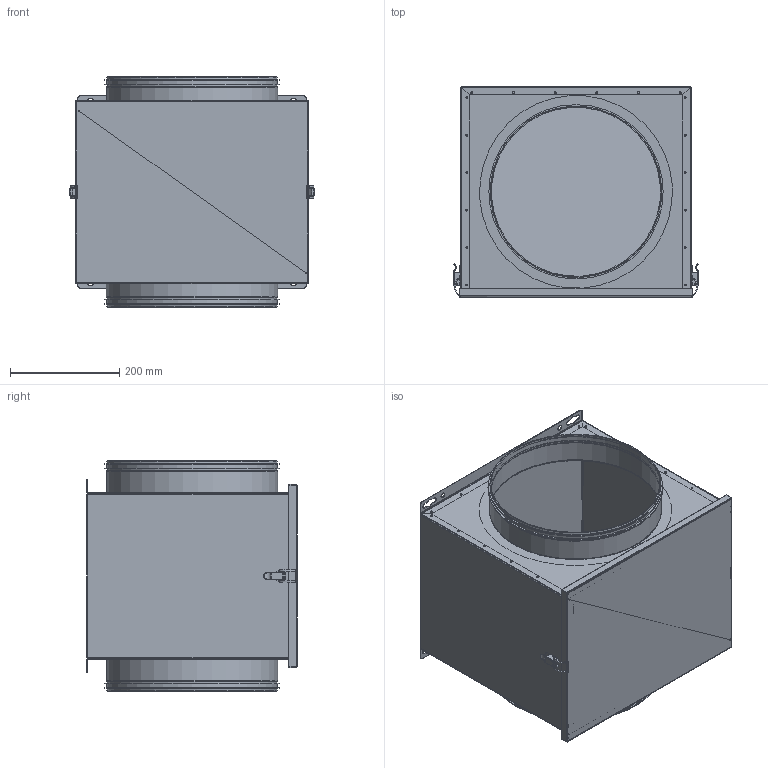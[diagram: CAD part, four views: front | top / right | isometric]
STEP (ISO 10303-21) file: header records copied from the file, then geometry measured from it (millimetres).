
FILE_DESCRIPTION(/* description */ (''),/* implementation_level */ '2;1');
FILE_NAME(/* name */ 'TFE 31.stp',/* time_stamp */ '2024-02-05T14:08:14Z',/* author */ ('matthew'),/* organization */ (''),/* preprocessor_version */ 'ST-DEVELOPER v19',/* originating_system */ 'Autodesk Inventor 2023',/* authorisation */ '');
FILE_SCHEMA (('AUTOMOTIVE_DESIGN { 1 0 10303 214 3 1 1 }'));
Length unit declared in the file: millimetre
Products named in the file (1): TFE 31
Bounding box: 447.9 x 385 x 420.99 mm (x, y, z)
Volume: 1857198.2 mm3; surface area: 2134948.7 mm2
Topology: 4 solids, 4 shells, 649 faces, 1560 edges, 958 vertices
Faces by surface type: plane 345, cylinder 258, torus 28, bspline 16, cone 2
Full cylindrical faces by diameter (mm): 2 x12, 2.6 x4, 3.3 x40, 3.5 x36, 9 x4, 309.4 x2, 310.4 x2, 312.4 x2, 313 x2, 314 x2, 315 x2, 319 x4, 353 x2
Entity records: 20028 total; most frequent: CARTESIAN_POINT 3856, DIRECTION 3340, ORIENTED_EDGE 3142, EDGE_CURVE 1571, AXIS2_PLACEMENT_3D 1194, VERTEX_POINT 960, LINE 952, VECTOR 952
